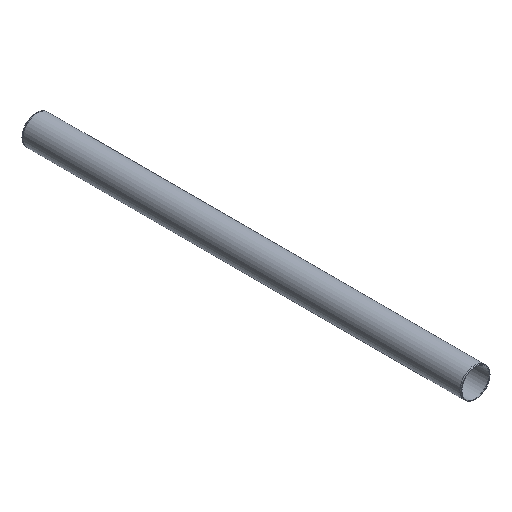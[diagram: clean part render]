
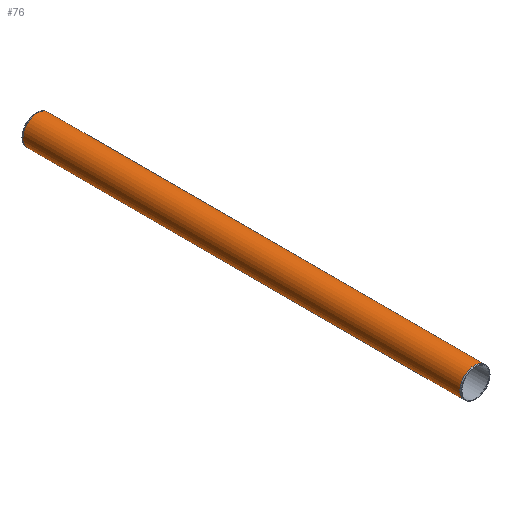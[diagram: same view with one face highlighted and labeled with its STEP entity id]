
A CAD part, isometric view. The second image highlights one B-rep face of the part: STEP entity #76.
In plain terms, the highlighted cylindrical face has radius 100 mm (diameter 200 mm), a full revolution.
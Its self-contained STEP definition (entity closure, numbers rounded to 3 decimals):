
#17=CYLINDRICAL_SURFACE('',#86,100.);
#20=FACE_BOUND('',#34,.T.);
#26=FACE_OUTER_BOUND('',#33,.T.);
#33=EDGE_LOOP('',(#63));
#34=EDGE_LOOP('',(#64));
#44=CIRCLE('',#85,100.);
#45=CIRCLE('',#87,100.);
#50=VERTEX_POINT('',#125);
#51=VERTEX_POINT('',#128);
#56=EDGE_CURVE('',#50,#50,#44,.T.);
#57=EDGE_CURVE('',#51,#51,#45,.T.);
#63=ORIENTED_EDGE('',*,*,#56,.T.);
#64=ORIENTED_EDGE('',*,*,#57,.F.);
#76=ADVANCED_FACE('',(#26,#20),#17,.T.);
#85=AXIS2_PLACEMENT_3D('',#126,#101,#102);
#86=AXIS2_PLACEMENT_3D('',#127,#103,#104);
#87=AXIS2_PLACEMENT_3D('',#129,#105,#106);
#101=DIRECTION('center_axis',(0.,1.,0.));
#102=DIRECTION('ref_axis',(1.,0.,0.));
#103=DIRECTION('center_axis',(0.,1.,0.));
#104=DIRECTION('ref_axis',(1.,0.,0.));
#105=DIRECTION('center_axis',(0.,1.,0.));
#106=DIRECTION('ref_axis',(1.,0.,0.));
#125=CARTESIAN_POINT('',(99.526,-283.728,0.));
#126=CARTESIAN_POINT('Origin',(-0.474,-283.728,0.));
#127=CARTESIAN_POINT('Origin',(-0.474,1208.272,0.));
#128=CARTESIAN_POINT('',(99.526,2700.272,0.));
#129=CARTESIAN_POINT('Origin',(-0.474,2700.272,0.));
